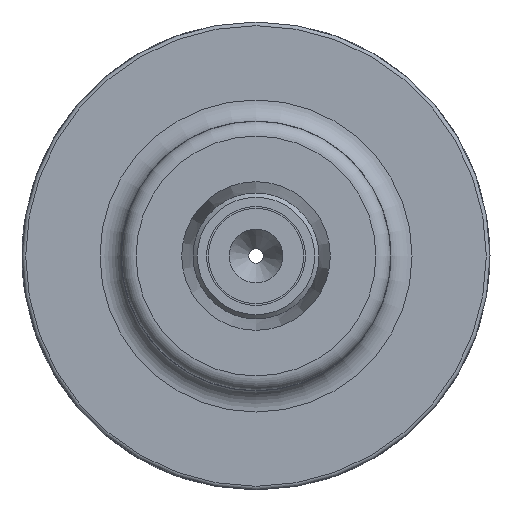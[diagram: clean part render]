
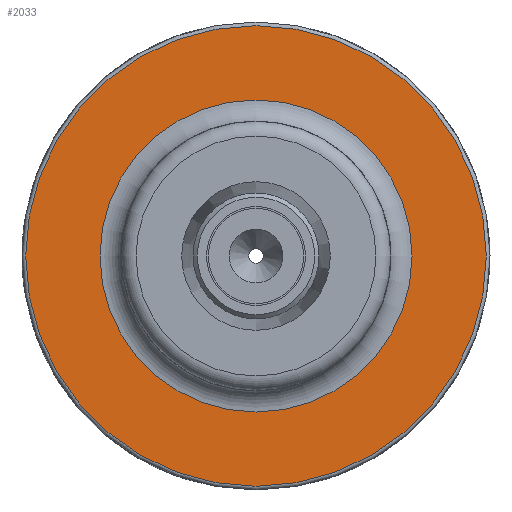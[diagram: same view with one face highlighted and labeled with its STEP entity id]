
A CAD part, left-side view. The second image highlights one B-rep face of the part: STEP entity #2033.
In plain terms, the highlighted planar face has unit normal (-1, 0, 0).
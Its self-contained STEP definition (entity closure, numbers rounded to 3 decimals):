
#1948=CARTESIAN_POINT('',(-22.,0.0,21.));
#1949=VERTEX_POINT('',#1948);
#1950=CARTESIAN_POINT('',(-22.,0.0,0.0));
#1951=DIRECTION('',(-1.0,0.0,0.0));
#1952=DIRECTION('',(0.0,0.0,1.0));
#1953=AXIS2_PLACEMENT_3D('',#1950,#1951,#1952);
#1954=CIRCLE('',#1953,21.);
#1955=EDGE_CURVE('',#1949,#1949,#1954,.T.);
#2014=CARTESIAN_POINT('',(-22.,31.5,0.0));
#2015=DIRECTION('',(-1.0,0.0,0.0));
#2016=DIRECTION('',(0.0,0.0,1.0));
#2017=AXIS2_PLACEMENT_3D('',#2014,#2015,#2016);
#2018=PLANE('',#2017);
#2019=CARTESIAN_POINT('',(-22.,31.,0.));
#2020=VERTEX_POINT('',#2019);
#2021=CARTESIAN_POINT('',(-22.,0.,0.0));
#2022=DIRECTION('',(1.0,0.0,0.0));
#2023=DIRECTION('',(0.0,-1.0,0.0));
#2024=AXIS2_PLACEMENT_3D('',#2021,#2022,#2023);
#2025=CIRCLE('',#2024,31.);
#2026=EDGE_CURVE('',#2020,#2020,#2025,.T.);
#2027=ORIENTED_EDGE('',*,*,#2026,.F.);
#2028=EDGE_LOOP('',(#2027));
#2029=FACE_OUTER_BOUND('',#2028,.T.);
#2030=ORIENTED_EDGE('',*,*,#1955,.F.);
#2031=EDGE_LOOP('',(#2030));
#2032=FACE_BOUND('',#2031,.T.);
#2033=ADVANCED_FACE('',(#2029,#2032),#2018,.T.);
